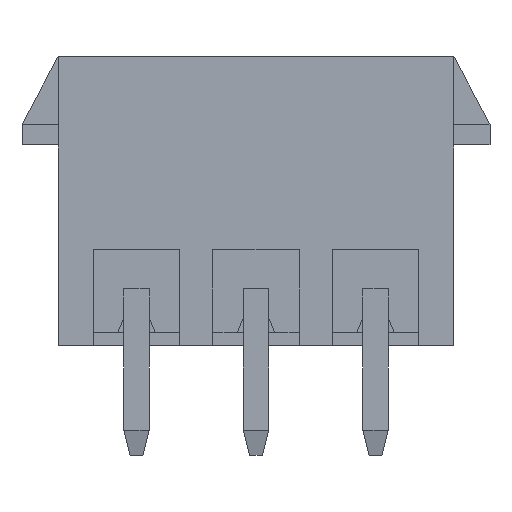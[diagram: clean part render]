
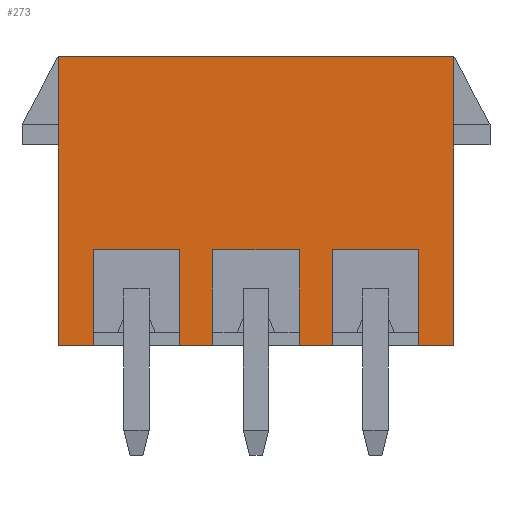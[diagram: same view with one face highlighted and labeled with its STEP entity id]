
A CAD part, front view. The second image highlights one B-rep face of the part: STEP entity #273.
In plain terms, the highlighted planar face has unit normal (0, -1, 0).
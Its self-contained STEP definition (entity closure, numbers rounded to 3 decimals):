
#273 = ADVANCED_FACE( '', ( #673 ), #674, .F. );
#673 = FACE_OUTER_BOUND( '', #1227, .T. );
#674 = PLANE( '', #1228 );
#1227 = EDGE_LOOP( '', ( #1811, #1812, #1813, #1814, #1815, #1816, #1817, #1818, #1819, #1820, #1821, #1822, #1823, #1824, #1825, #1826 ) );
#1228 = AXIS2_PLACEMENT_3D( '', #1827, #1828, #1829 );
#1811 = ORIENTED_EDGE( '', *, *, #3447, .F. );
#1812 = ORIENTED_EDGE( '', *, *, #3448, .T. );
#1813 = ORIENTED_EDGE( '', *, *, #3449, .F. );
#1814 = ORIENTED_EDGE( '', *, *, #3450, .F. );
#1815 = ORIENTED_EDGE( '', *, *, #3451, .F. );
#1816 = ORIENTED_EDGE( '', *, *, #3452, .T. );
#1817 = ORIENTED_EDGE( '', *, *, #3453, .F. );
#1818 = ORIENTED_EDGE( '', *, *, #3454, .F. );
#1819 = ORIENTED_EDGE( '', *, *, #3455, .F. );
#1820 = ORIENTED_EDGE( '', *, *, #3456, .T. );
#1821 = ORIENTED_EDGE( '', *, *, #3457, .F. );
#1822 = ORIENTED_EDGE( '', *, *, #3458, .F. );
#1823 = ORIENTED_EDGE( '', *, *, #3459, .T. );
#1824 = ORIENTED_EDGE( '', *, *, #3460, .T. );
#1825 = ORIENTED_EDGE( '', *, *, #3461, .F. );
#1826 = ORIENTED_EDGE( '', *, *, #3462, .F. );
#1827 = CARTESIAN_POINT( '', ( 6.31, -3.6, 4.6 ) );
#1828 = DIRECTION( '', ( 0., 1., 0. ) );
#1829 = DIRECTION( '', ( 0., 0., 1. ) );
#3447 = EDGE_CURVE( '', #4133, #4134, #4135, .F. );
#3448 = EDGE_CURVE( '', #4133, #4136, #4137, .T. );
#3449 = EDGE_CURVE( '', #4138, #4136, #4139, .T. );
#3450 = EDGE_CURVE( '', #4140, #4138, #4141, .T. );
#3451 = EDGE_CURVE( '', #4142, #4140, #4143, .F. );
#3452 = EDGE_CURVE( '', #4142, #4144, #4145, .T. );
#3453 = EDGE_CURVE( '', #4146, #4144, #4147, .T. );
#3454 = EDGE_CURVE( '', #4148, #4146, #4149, .T. );
#3455 = EDGE_CURVE( '', #4150, #4148, #4151, .F. );
#3456 = EDGE_CURVE( '', #4150, #4152, #4153, .T. );
#3457 = EDGE_CURVE( '', #4154, #4152, #4155, .T. );
#3458 = EDGE_CURVE( '', #4156, #4154, #4157, .T. );
#3459 = EDGE_CURVE( '', #4156, #4158, #4159, .T. );
#3460 = EDGE_CURVE( '', #4158, #4160, #4161, .T. );
#3461 = EDGE_CURVE( '', #4162, #4160, #4163, .T. );
#3462 = EDGE_CURVE( '', #4134, #4162, #4164, .T. );
#4133 = VERTEX_POINT( '', #5136 );
#4134 = VERTEX_POINT( '', #5137 );
#4135 = LINE( '', #5138, #5139 );
#4136 = VERTEX_POINT( '', #5140 );
#4137 = LINE( '', #5141, #5142 );
#4138 = VERTEX_POINT( '', #5143 );
#4139 = LINE( '', #5144, #5145 );
#4140 = VERTEX_POINT( '', #5146 );
#4141 = LINE( '', #5147, #5148 );
#4142 = VERTEX_POINT( '', #5149 );
#4143 = LINE( '', #5150, #5151 );
#4144 = VERTEX_POINT( '', #5152 );
#4145 = LINE( '', #5153, #5154 );
#4146 = VERTEX_POINT( '', #5155 );
#4147 = LINE( '', #5156, #5157 );
#4148 = VERTEX_POINT( '', #5158 );
#4149 = LINE( '', #5159, #5160 );
#4150 = VERTEX_POINT( '', #5161 );
#4151 = LINE( '', #5162, #5163 );
#4152 = VERTEX_POINT( '', #5164 );
#4153 = LINE( '', #5165, #5166 );
#4154 = VERTEX_POINT( '', #5167 );
#4155 = LINE( '', #5168, #5169 );
#4156 = VERTEX_POINT( '', #5170 );
#4157 = LINE( '', #5171, #5172 );
#4158 = VERTEX_POINT( '', #5173 );
#4159 = LINE( '', #5174, #5175 );
#4160 = VERTEX_POINT( '', #5176 );
#4161 = LINE( '', #5177, #5178 );
#4162 = VERTEX_POINT( '', #5179 );
#4163 = LINE( '', #5180, #5181 );
#4164 = LINE( '', #5182, #5183 );
#5136 = CARTESIAN_POINT( '', ( -2.435, -3.6, -1.55 ) );
#5137 = CARTESIAN_POINT( '', ( -5.185, -3.6, -1.55 ) );
#5138 = CARTESIAN_POINT( '', ( -5.185, -3.6, -1.55 ) );
#5139 = VECTOR( '', #6495, 1000. );
#5140 = CARTESIAN_POINT( '', ( -2.435, -3.6, -4.6 ) );
#5141 = CARTESIAN_POINT( '', ( -2.435, -3.6, -1.55 ) );
#5142 = VECTOR( '', #6496, 1000. );
#5143 = CARTESIAN_POINT( '', ( -1.375, -3.6, -4.6 ) );
#5144 = CARTESIAN_POINT( '', ( 6.31, -3.6, -4.6 ) );
#5145 = VECTOR( '', #6497, 1000. );
#5146 = CARTESIAN_POINT( '', ( -1.375, -3.6, -1.55 ) );
#5147 = CARTESIAN_POINT( '', ( -1.375, -3.6, -1.55 ) );
#5148 = VECTOR( '', #6498, 1000. );
#5149 = CARTESIAN_POINT( '', ( 1.375, -3.6, -1.55 ) );
#5150 = CARTESIAN_POINT( '', ( -1.375, -3.6, -1.55 ) );
#5151 = VECTOR( '', #6499, 1000. );
#5152 = CARTESIAN_POINT( '', ( 1.375, -3.6, -4.6 ) );
#5153 = CARTESIAN_POINT( '', ( 1.375, -3.6, -1.55 ) );
#5154 = VECTOR( '', #6500, 1000. );
#5155 = CARTESIAN_POINT( '', ( 2.435, -3.6, -4.6 ) );
#5156 = CARTESIAN_POINT( '', ( 6.31, -3.6, -4.6 ) );
#5157 = VECTOR( '', #6501, 1000. );
#5158 = CARTESIAN_POINT( '', ( 2.435, -3.6, -1.55 ) );
#5159 = CARTESIAN_POINT( '', ( 2.435, -3.6, -1.55 ) );
#5160 = VECTOR( '', #6502, 1000. );
#5161 = CARTESIAN_POINT( '', ( 5.185, -3.6, -1.55 ) );
#5162 = CARTESIAN_POINT( '', ( 2.435, -3.6, -1.55 ) );
#5163 = VECTOR( '', #6503, 1000. );
#5164 = CARTESIAN_POINT( '', ( 5.185, -3.6, -4.6 ) );
#5165 = CARTESIAN_POINT( '', ( 5.185, -3.6, -1.55 ) );
#5166 = VECTOR( '', #6504, 1000. );
#5167 = CARTESIAN_POINT( '', ( 6.31, -3.6, -4.6 ) );
#5168 = CARTESIAN_POINT( '', ( 6.31, -3.6, -4.6 ) );
#5169 = VECTOR( '', #6505, 1000. );
#5170 = CARTESIAN_POINT( '', ( 6.31, -3.6, 4.6 ) );
#5171 = CARTESIAN_POINT( '', ( 6.31, -3.6, 4.6 ) );
#5172 = VECTOR( '', #6506, 1000. );
#5173 = CARTESIAN_POINT( '', ( -6.31, -3.6, 4.6 ) );
#5174 = CARTESIAN_POINT( '', ( 6.31, -3.6, 4.6 ) );
#5175 = VECTOR( '', #6507, 1000. );
#5176 = CARTESIAN_POINT( '', ( -6.31, -3.6, -4.6 ) );
#5177 = CARTESIAN_POINT( '', ( -6.31, -3.6, 4.6 ) );
#5178 = VECTOR( '', #6508, 1000. );
#5179 = CARTESIAN_POINT( '', ( -5.185, -3.6, -4.6 ) );
#5180 = CARTESIAN_POINT( '', ( 6.31, -3.6, -4.6 ) );
#5181 = VECTOR( '', #6509, 1000. );
#5182 = CARTESIAN_POINT( '', ( -5.185, -3.6, -1.55 ) );
#5183 = VECTOR( '', #6510, 1000. );
#6495 = DIRECTION( '', ( 1., 0., 0. ) );
#6496 = DIRECTION( '', ( 0., 0., -1. ) );
#6497 = DIRECTION( '', ( -1., 0., 0. ) );
#6498 = DIRECTION( '', ( 0., 0., -1. ) );
#6499 = DIRECTION( '', ( 1., 0., 0. ) );
#6500 = DIRECTION( '', ( 0., 0., -1. ) );
#6501 = DIRECTION( '', ( -1., 0., 0. ) );
#6502 = DIRECTION( '', ( 0., 0., -1. ) );
#6503 = DIRECTION( '', ( 1., 0., 0. ) );
#6504 = DIRECTION( '', ( 0., 0., -1. ) );
#6505 = DIRECTION( '', ( -1., 0., 0. ) );
#6506 = DIRECTION( '', ( 0., 0., -1. ) );
#6507 = DIRECTION( '', ( -1., 0., 0. ) );
#6508 = DIRECTION( '', ( 0., 0., -1. ) );
#6509 = DIRECTION( '', ( -1., 0., 0. ) );
#6510 = DIRECTION( '', ( 0., 0., -1. ) );
